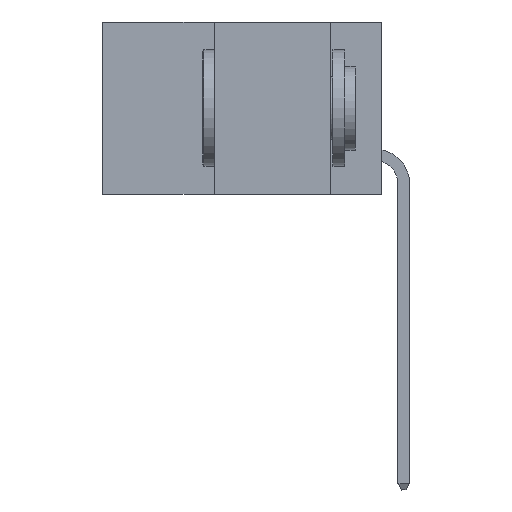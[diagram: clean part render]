
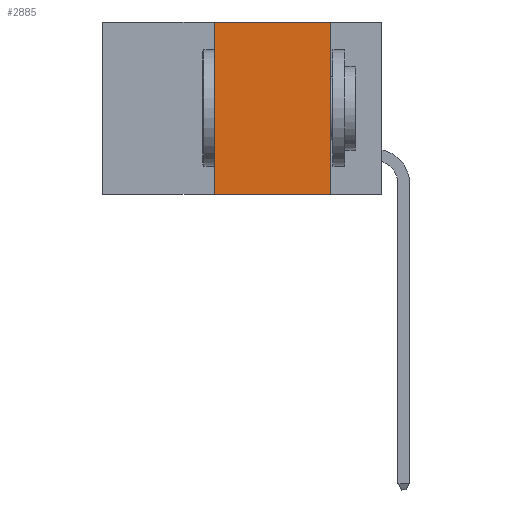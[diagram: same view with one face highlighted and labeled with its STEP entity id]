
A CAD part, left-side view. The second image highlights one B-rep face of the part: STEP entity #2885.
In plain terms, the highlighted planar face has unit normal (-1, 0, 0).
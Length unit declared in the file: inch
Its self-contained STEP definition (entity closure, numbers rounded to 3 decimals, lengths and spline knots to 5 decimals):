
#1601 = DIRECTION ( 'NONE',  ( 0., 0., -1. ) ) ;
#2585 = CARTESIAN_POINT ( 'NONE',  ( 0., 0.11, 0. ) ) ;
#2885 = ADVANCED_FACE ( 'NONE', ( #13888 ), #10262, .F. ) ;
#3211 = VECTOR ( 'NONE', #11437, 39.37008 ) ;
#3473 = VERTEX_POINT ( 'NONE', #4715 ) ;
#4039 = VECTOR ( 'NONE', #12032, 39.37008 ) ;
#4343 = CARTESIAN_POINT ( 'NONE',  ( 0., 0.36, 0. ) ) ;
#4715 = CARTESIAN_POINT ( 'NONE',  ( 0., 0.11, 0. ) ) ;
#5490 = AXIS2_PLACEMENT_3D ( 'NONE', #11372, #13644, #6710 ) ;
#5576 = VERTEX_POINT ( 'NONE', #10438 ) ;
#5934 = ORIENTED_EDGE ( 'NONE', *, *, #8419, .F. ) ;
#6710 = DIRECTION ( 'NONE',  ( 0., 0., -1. ) ) ;
#7609 = LINE ( 'NONE', #4343, #3211 ) ;
#7873 = LINE ( 'NONE', #10911, #4039 ) ;
#8419 = EDGE_CURVE ( 'NONE', #5576, #11079, #7609, .T. ) ;
#8606 = CARTESIAN_POINT ( 'NONE',  ( 0., 0.11, -0.37 ) ) ;
#10086 = CARTESIAN_POINT ( 'NONE',  ( 0., 0.6, 0. ) ) ;
#10262 = PLANE ( 'NONE',  #5490 ) ;
#10281 = EDGE_CURVE ( 'NONE', #11079, #3473, #11603, .T. ) ;
#10438 = CARTESIAN_POINT ( 'NONE',  ( 0., 0.36, -0.37 ) ) ;
#10898 = EDGE_CURVE ( 'NONE', #5576, #14638, #7873, .T. ) ;
#10911 = CARTESIAN_POINT ( 'NONE',  ( 0., 0.6, -0.37 ) ) ;
#11079 = VERTEX_POINT ( 'NONE', #11857 ) ;
#11372 = CARTESIAN_POINT ( 'NONE',  ( 0., 0.6, 0. ) ) ;
#11437 = DIRECTION ( 'NONE',  ( 0., 0., 1. ) ) ;
#11494 = EDGE_CURVE ( 'NONE', #3473, #14638, #13719, .T. ) ;
#11603 = LINE ( 'NONE', #10086, #13969 ) ;
#11857 = CARTESIAN_POINT ( 'NONE',  ( 0., 0.36, 0. ) ) ;
#12011 = ORIENTED_EDGE ( 'NONE', *, *, #10281, .F. ) ;
#12032 = DIRECTION ( 'NONE',  ( 0., -1., 0. ) ) ;
#12240 = EDGE_LOOP ( 'NONE', ( #13854, #12011, #5934, #12802 ) ) ;
#12802 = ORIENTED_EDGE ( 'NONE', *, *, #10898, .T. ) ;
#13644 = DIRECTION ( 'NONE',  ( 1., 0., 0. ) ) ;
#13661 = DIRECTION ( 'NONE',  ( 0., -1., 0. ) ) ;
#13719 = LINE ( 'NONE', #2585, #14092 ) ;
#13854 = ORIENTED_EDGE ( 'NONE', *, *, #11494, .F. ) ;
#13888 = FACE_OUTER_BOUND ( 'NONE', #12240, .T. ) ;
#13969 = VECTOR ( 'NONE', #13661, 39.37008 ) ;
#14092 = VECTOR ( 'NONE', #1601, 39.37008 ) ;
#14638 = VERTEX_POINT ( 'NONE', #8606 ) ;
